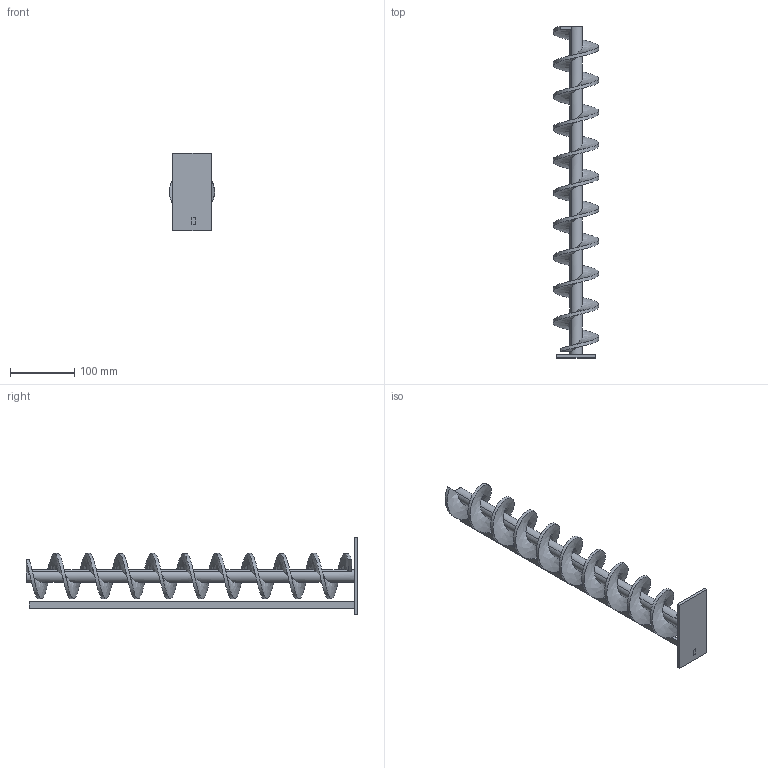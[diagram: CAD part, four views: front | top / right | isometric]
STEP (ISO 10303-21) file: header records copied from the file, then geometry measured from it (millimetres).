
FILE_DESCRIPTION(/* description */ (''),/* implementation_level */ '2;1');
FILE_NAME(/* name */ 'spiral assembly 1.stp',/* time_stamp */ '2020-12-21T11:30:10+02:00',/* author */ ('moham'),/* organization */ (''),/* preprocessor_version */ 'ST-DEVELOPER v18',/* originating_system */ 'Autodesk Inventor 2020',/* authorisation */ '');
FILE_SCHEMA (('AUTOMOTIVE_DESIGN { 1 0 10303 214 3 1 1 }'));
Length unit declared in the file: millimetre
Products named in the file (4): spiral assembly 1; spiral base; spiral block; spiral shaft
Assembly tree (3 placements, depth 2):
  spiral assembly 1
    spiral base
    spiral block
    spiral shaft
Bounding box: 69.99 x 515 x 120 mm (x, y, z)
Volume: 398184.1 mm3; surface area: 147846.4 mm2
Topology: 3 solids, 3 shells, 44 faces, 117 edges, 84 vertices
Faces by surface type: cylinder 22, plane 20, bspline 2
Full cylindrical faces by diameter (mm): 20 x11, 70 x9
Entity records: 3037 total; most frequent: CARTESIAN_POINT 1903, ORIENTED_EDGE 222, DIRECTION 171, EDGE_CURVE 111, VERTEX_POINT 73, LINE 65, VECTOR 65, AXIS2_PLACEMENT_3D 53
